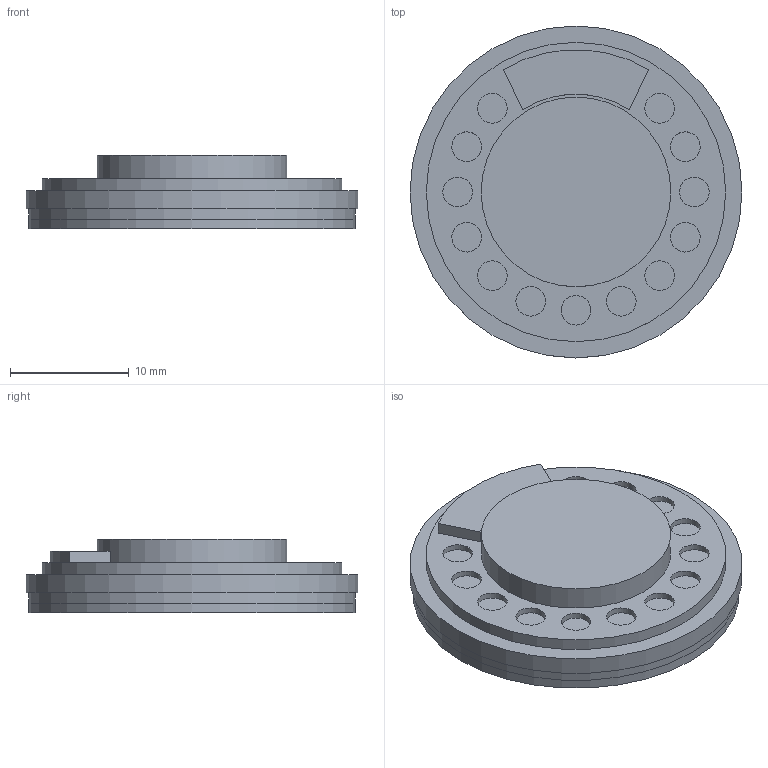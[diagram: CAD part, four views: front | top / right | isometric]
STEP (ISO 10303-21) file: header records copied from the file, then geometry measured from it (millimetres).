
FILE_DESCRIPTION(/* description */ ('Alibre Inc.'),/* implementation_level */ '2;1');
FILE_NAME(/* name */ 'export-E9C8651C-2354-4D88-B41A-003567160D96',/* time_stamp */ '2019-01-27T14:55:11-06:00',/* author */ (''),/* organization */ (''),/* preprocessor_version */ 'ST-DEVELOPER v17',/* originating_system */ 'Alibre',/* authorisation */ '');
FILE_SCHEMA (('AUTOMOTIVE_DESIGN'));
Length unit declared in the file: millimetre
Bounding box: 28 x 28 x 6.2 mm (x, y, z)
Volume: 2027.4 mm3; surface area: 1982.9 mm2
Topology: 1 solids, 4 shells, 55 faces, 81 edges, 54 vertices
Faces by surface type: plane 30, cylinder 24, torus 1
Full cylindrical faces by diameter (mm): 2.5 x16, 16 x1, 24.5 x1, 25.25 x1, 27.5 x1, 27.501 x1, 28 x1
Entity records: 1079 total; most frequent: DIRECTION 185, CARTESIAN_POINT 165, ORIENTED_EDGE 116, AXIS2_PLACEMENT_3D 103, EDGE_LOOP 98, FACE_BOUND 98, EDGE_CURVE 58, ADVANCED_FACE 55
